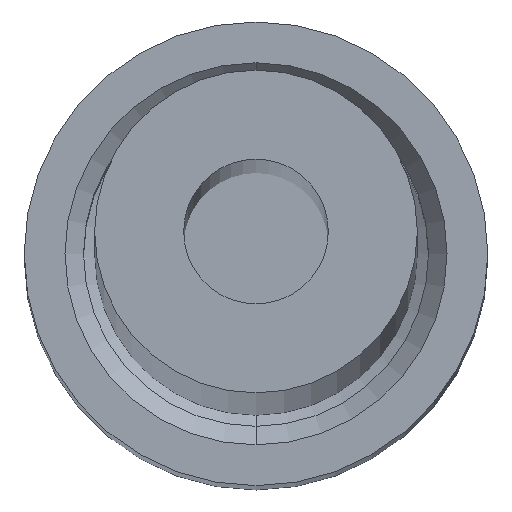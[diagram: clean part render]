
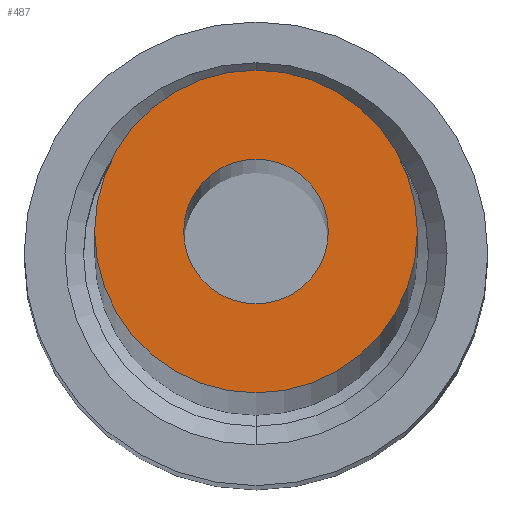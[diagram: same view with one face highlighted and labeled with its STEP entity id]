
A CAD part, top view. The second image highlights one B-rep face of the part: STEP entity #487.
In plain terms, the highlighted planar face has unit normal (0, 0, 1).
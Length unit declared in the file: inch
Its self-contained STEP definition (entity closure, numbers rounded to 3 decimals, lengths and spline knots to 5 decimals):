
#382=CARTESIAN_POINT('',(0.,0.,3.45));
#383=DIRECTION('',(0.,0.,1.));
#384=DIRECTION('',(1.,0.,0.));
#385=AXIS2_PLACEMENT_3D('',#382,#383,#384);
#387=CARTESIAN_POINT('',(0.,0.,3.45));
#388=DIRECTION('',(0.,0.,1.));
#389=DIRECTION('',(-1.,0.,0.));
#390=AXIS2_PLACEMENT_3D('',#387,#388,#389);
#392=CARTESIAN_POINT('',(0.,0.,3.45));
#393=DIRECTION('',(0.,0.,-1.));
#394=DIRECTION('',(1.,0.,0.));
#395=AXIS2_PLACEMENT_3D('',#392,#393,#394);
#397=CARTESIAN_POINT('',(0.,0.,3.45));
#398=DIRECTION('',(0.,0.,-1.));
#399=DIRECTION('',(-1.,0.,0.));
#400=AXIS2_PLACEMENT_3D('',#397,#398,#399);
#418=CARTESIAN_POINT('',(0.0435,0.,3.45));
#419=CARTESIAN_POINT('',(-0.0435,0.,3.45));
#420=VERTEX_POINT('',#418);
#421=VERTEX_POINT('',#419);
#422=CARTESIAN_POINT('',(0.0195,0.,3.45));
#423=CARTESIAN_POINT('',(-0.0195,0.,3.45));
#424=VERTEX_POINT('',#422);
#425=VERTEX_POINT('',#423);
#472=CARTESIAN_POINT('',(0.,0.,3.45));
#473=DIRECTION('',(0.,0.,1.));
#474=DIRECTION('',(1.,0.,0.));
#475=AXIS2_PLACEMENT_3D('',#472,#473,#474);
#476=PLANE('',#475);
#477=ORIENTED_EDGE('',*,*,#452,.F.);
#478=ORIENTED_EDGE('',*,*,#466,.F.);
#479=EDGE_LOOP('',(#477,#478));
#480=FACE_OUTER_BOUND('',#479,.F.);
#482=ORIENTED_EDGE('',*,*,#481,.F.);
#484=ORIENTED_EDGE('',*,*,#483,.F.);
#485=EDGE_LOOP('',(#482,#484));
#486=FACE_BOUND('',#485,.F.);
#487=ADVANCED_FACE('',(#480,#486),#476,.T.);
#386=CIRCLE('',#385,0.0435);
#391=CIRCLE('',#390,0.0435);
#396=CIRCLE('',#395,0.0195);
#401=CIRCLE('',#400,0.0195);
#452=EDGE_CURVE('',#420,#421,#386,.T.);
#466=EDGE_CURVE('',#421,#420,#391,.T.);
#481=EDGE_CURVE('',#424,#425,#396,.T.);
#483=EDGE_CURVE('',#425,#424,#401,.T.);
